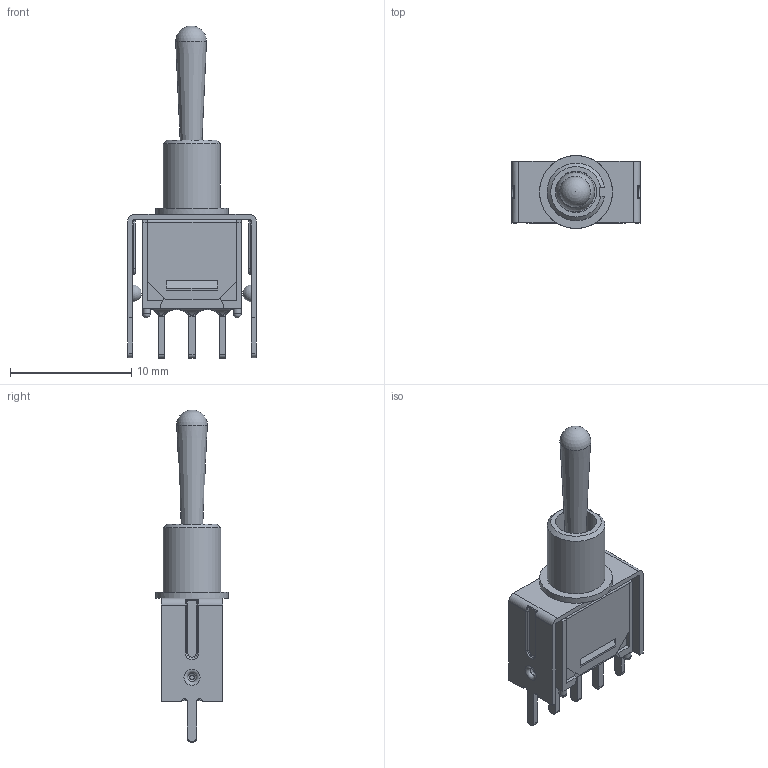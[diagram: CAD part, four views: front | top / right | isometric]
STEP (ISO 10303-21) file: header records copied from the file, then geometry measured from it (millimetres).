
FILE_DESCRIPTION(/* description */ (''),/* implementation_level */ '2;1');
FILE_NAME(/* name */ '200MSPxT1B4VS2xE.stp',/* time_stamp */ '2026-01-21T19:39:55-06:00',/* author */ ('jmeyers'),/* organization */ (''),/* preprocessor_version */ 'ST-DEVELOPER v18.1',/* originating_system */ 'Autodesk Inventor 2022',/* authorisation */ '');
FILE_SCHEMA (('AUTOMOTIVE_DESIGN { 1 0 10303 214 3 1 1 }'));
Length unit declared in the file: inch
Products named in the file (1): Part30
Bounding box: 10.56 x 6 x 27.33 mm (x, y, z)
Volume: 339.5 mm3; surface area: 1175.5 mm2
Topology: 2 solids, 3 shells, 244 faces, 655 edges, 405 vertices
Faces by surface type: plane 133, cylinder 57, bspline 26, torus 18, sphere 8, cone 2
Full cylindrical faces by diameter (mm): 0.65 x4, 0.72 x2, 1.4 x2, 3.4 x1, 6 x1
Entity records: 8582 total; most frequent: CARTESIAN_POINT 2628, ORIENTED_EDGE 1278, DIRECTION 1163, EDGE_CURVE 639, VERTEX_POINT 405, LINE 401, VECTOR 401, AXIS2_PLACEMENT_3D 381
